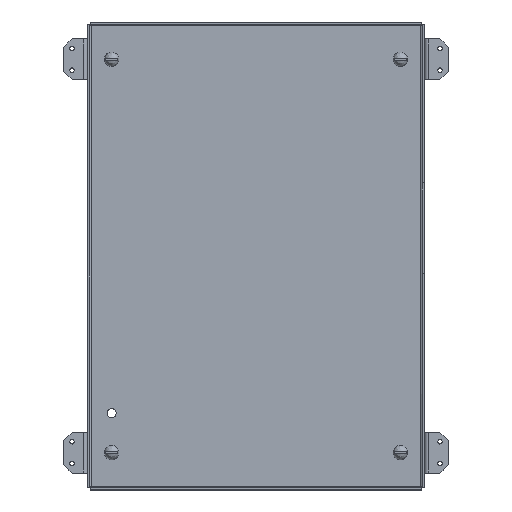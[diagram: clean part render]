
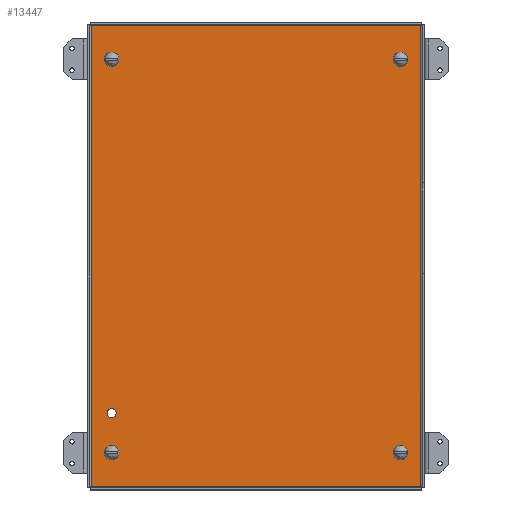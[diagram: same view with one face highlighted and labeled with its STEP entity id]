
A CAD part, top view. The second image highlights one B-rep face of the part: STEP entity #13447.
In plain terms, the highlighted planar face has unit normal (0, 0, 1).
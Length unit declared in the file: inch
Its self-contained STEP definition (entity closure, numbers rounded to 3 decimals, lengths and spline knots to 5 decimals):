
#317 = DIRECTION ( 'NONE',  ( 0., 0., -1. ) ) ;
#457 = VERTEX_POINT ( 'NONE', #3798 ) ;
#520 = CIRCLE ( 'NONE', #10237, 0.203 ) ;
#722 = ORIENTED_EDGE ( 'NONE', *, *, #17471, .T. ) ;
#1153 = EDGE_LOOP ( 'NONE', ( #6992 ) ) ;
#1381 = DIRECTION ( 'NONE',  ( 0., 0., -1. ) ) ;
#1756 = AXIS2_PLACEMENT_3D ( 'NONE', #12679, #317, #18962 ) ;
#1964 = EDGE_LOOP ( 'NONE', ( #14390 ) ) ;
#2174 = PLANE ( 'NONE',  #3384 ) ;
#2631 = EDGE_CURVE ( 'NONE', #17073, #17073, #520, .T. ) ;
#2861 = VECTOR ( 'NONE', #13161, 39.37008 ) ;
#2999 = EDGE_CURVE ( 'NONE', #6184, #17160, #13834, .T. ) ;
#3021 = DIRECTION ( 'NONE',  ( -1., 0., 0. ) ) ;
#3272 = ORIENTED_EDGE ( 'NONE', *, *, #14496, .T. ) ;
#3384 = AXIS2_PLACEMENT_3D ( 'NONE', #10273, #16457, #8754 ) ;
#3477 = CARTESIAN_POINT ( 'NONE',  ( -5.03538, -7.03538, -0.28532 ) ) ;
#3495 = AXIS2_PLACEMENT_3D ( 'NONE', #15826, #5071, #3863 ) ;
#3798 = CARTESIAN_POINT ( 'NONE',  ( 4.20325, -6., -0.28532 ) ) ;
#3863 = DIRECTION ( 'NONE',  ( -1., 0., 0. ) ) ;
#4092 = CARTESIAN_POINT ( 'NONE',  ( 4.20325, 6., -0.28532 ) ) ;
#4532 = CARTESIAN_POINT ( 'NONE',  ( -4.40625, -6., -0.28532 ) ) ;
#4677 = DIRECTION ( 'NONE',  ( -1., 0., 0. ) ) ;
#4854 = CARTESIAN_POINT ( 'NONE',  ( 5.03538, 7.03538, -0.28532 ) ) ;
#5071 = DIRECTION ( 'NONE',  ( 0., 0., -1. ) ) ;
#5527 = CARTESIAN_POINT ( 'NONE',  ( 4.40625, 6., -0.28532 ) ) ;
#5603 = VERTEX_POINT ( 'NONE', #4092 ) ;
#5691 = EDGE_LOOP ( 'NONE', ( #16131 ) ) ;
#5806 = CARTESIAN_POINT ( 'NONE',  ( 5.03538, -7.03538, -0.28532 ) ) ;
#5807 = LINE ( 'NONE', #16864, #13766 ) ;
#6184 = VERTEX_POINT ( 'NONE', #17451 ) ;
#6383 = CIRCLE ( 'NONE', #3495, 0.203 ) ;
#6595 = CIRCLE ( 'NONE', #1756, 0.1405 ) ;
#6894 = EDGE_CURVE ( 'NONE', #13121, #13121, #16824, .T. ) ;
#6992 = ORIENTED_EDGE ( 'NONE', *, *, #6894, .T. ) ;
#7129 = FACE_BOUND ( 'NONE', #10066, .T. ) ;
#7312 = EDGE_CURVE ( 'NONE', #457, #457, #6383, .T. ) ;
#7987 = EDGE_CURVE ( 'NONE', #13480, #13924, #18229, .T. ) ;
#8594 = CARTESIAN_POINT ( 'NONE',  ( 5.03538, 0., -0.28532 ) ) ;
#8754 = DIRECTION ( 'NONE',  ( 1., 0., 0. ) ) ;
#9170 = CARTESIAN_POINT ( 'NONE',  ( -4.60925, -6., -0.28532 ) ) ;
#9375 = DIRECTION ( 'NONE',  ( -1., 0., 0. ) ) ;
#9870 = FACE_BOUND ( 'NONE', #1153, .T. ) ;
#10066 = EDGE_LOOP ( 'NONE', ( #13759 ) ) ;
#10237 = AXIS2_PLACEMENT_3D ( 'NONE', #4532, #13571, #3021 ) ;
#10273 = CARTESIAN_POINT ( 'NONE',  ( 0., 0., -0.28532 ) ) ;
#11644 = LINE ( 'NONE', #19039, #15522 ) ;
#11801 = FACE_BOUND ( 'NONE', #19832, .T. ) ;
#11804 = VERTEX_POINT ( 'NONE', #17985 ) ;
#12041 = DIRECTION ( 'NONE',  ( 0., 0., -1. ) ) ;
#12679 = CARTESIAN_POINT ( 'NONE',  ( -4.40625, -4.7967, -0.28532 ) ) ;
#13017 = VECTOR ( 'NONE', #16688, 39.37008 ) ;
#13121 = VERTEX_POINT ( 'NONE', #15869 ) ;
#13161 = DIRECTION ( 'NONE',  ( 0., 1., 0. ) ) ;
#13262 = AXIS2_PLACEMENT_3D ( 'NONE', #5527, #1381, #19740 ) ;
#13321 = FACE_OUTER_BOUND ( 'NONE', #15825, .T. ) ;
#13447 = ADVANCED_FACE ( 'NONE', ( #7129, #19503, #11801, #9870, #16062, #13321 ), #2174, .T. ) ;
#13480 = VERTEX_POINT ( 'NONE', #5806 ) ;
#13544 = CARTESIAN_POINT ( 'NONE',  ( -5.03538, 0., -0.28532 ) ) ;
#13571 = DIRECTION ( 'NONE',  ( 0., 0., -1. ) ) ;
#13759 = ORIENTED_EDGE ( 'NONE', *, *, #7312, .T. ) ;
#13766 = VECTOR ( 'NONE', #4677, 39.37008 ) ;
#13834 = LINE ( 'NONE', #13544, #13017 ) ;
#13882 = ORIENTED_EDGE ( 'NONE', *, *, #7987, .T. ) ;
#13924 = VERTEX_POINT ( 'NONE', #4854 ) ;
#14390 = ORIENTED_EDGE ( 'NONE', *, *, #19885, .T. ) ;
#14496 = EDGE_CURVE ( 'NONE', #13924, #6184, #5807, .T. ) ;
#14862 = AXIS2_PLACEMENT_3D ( 'NONE', #19850, #12041, #9375 ) ;
#15522 = VECTOR ( 'NONE', #19139, 39.37008 ) ;
#15825 = EDGE_LOOP ( 'NONE', ( #3272, #17275, #19621, #13882 ) ) ;
#15826 = CARTESIAN_POINT ( 'NONE',  ( 4.40625, -6., -0.28532 ) ) ;
#15869 = CARTESIAN_POINT ( 'NONE',  ( -4.60925, 6., -0.28532 ) ) ;
#16062 = FACE_BOUND ( 'NONE', #5691, .T. ) ;
#16131 = ORIENTED_EDGE ( 'NONE', *, *, #2631, .T. ) ;
#16457 = DIRECTION ( 'NONE',  ( 0., 0., 1. ) ) ;
#16688 = DIRECTION ( 'NONE',  ( 0., -1., 0. ) ) ;
#16824 = CIRCLE ( 'NONE', #14862, 0.203 ) ;
#16864 = CARTESIAN_POINT ( 'NONE',  ( 0., 7.03538, -0.28532 ) ) ;
#17073 = VERTEX_POINT ( 'NONE', #9170 ) ;
#17160 = VERTEX_POINT ( 'NONE', #3477 ) ;
#17275 = ORIENTED_EDGE ( 'NONE', *, *, #2999, .T. ) ;
#17451 = CARTESIAN_POINT ( 'NONE',  ( -5.03538, 7.03538, -0.28532 ) ) ;
#17471 = EDGE_CURVE ( 'NONE', #11804, #11804, #6595, .T. ) ;
#17985 = CARTESIAN_POINT ( 'NONE',  ( -4.54675, -4.7967, -0.28532 ) ) ;
#18229 = LINE ( 'NONE', #8594, #2861 ) ;
#18962 = DIRECTION ( 'NONE',  ( -1., 0., 0. ) ) ;
#19039 = CARTESIAN_POINT ( 'NONE',  ( 0., -7.03538, -0.28532 ) ) ;
#19080 = EDGE_CURVE ( 'NONE', #17160, #13480, #11644, .T. ) ;
#19139 = DIRECTION ( 'NONE',  ( 1., 0., 0. ) ) ;
#19440 = CIRCLE ( 'NONE', #13262, 0.203 ) ;
#19503 = FACE_BOUND ( 'NONE', #1964, .T. ) ;
#19621 = ORIENTED_EDGE ( 'NONE', *, *, #19080, .T. ) ;
#19740 = DIRECTION ( 'NONE',  ( -1., 0., 0. ) ) ;
#19832 = EDGE_LOOP ( 'NONE', ( #722 ) ) ;
#19850 = CARTESIAN_POINT ( 'NONE',  ( -4.40625, 6., -0.28532 ) ) ;
#19885 = EDGE_CURVE ( 'NONE', #5603, #5603, #19440, .T. ) ;
